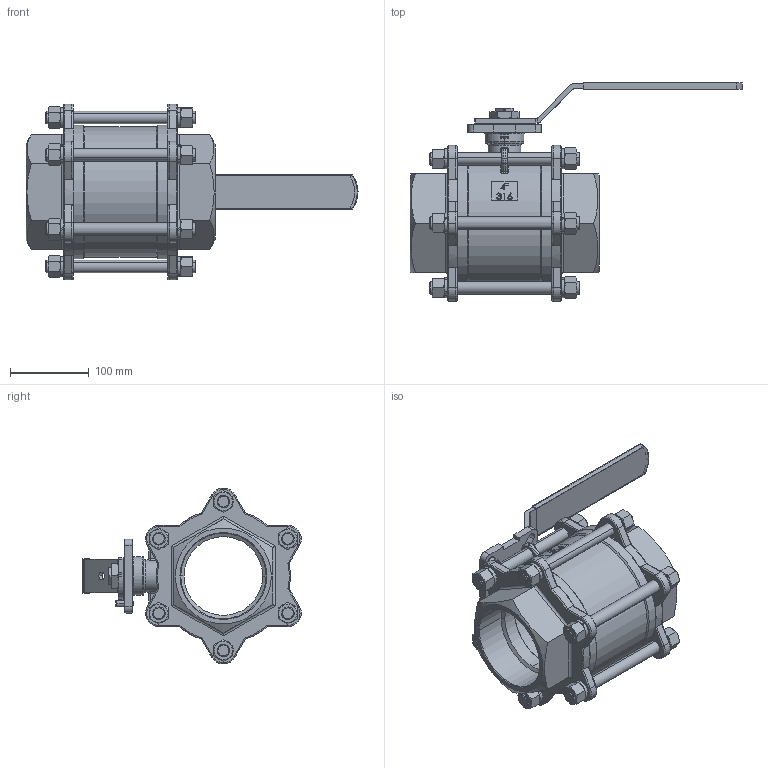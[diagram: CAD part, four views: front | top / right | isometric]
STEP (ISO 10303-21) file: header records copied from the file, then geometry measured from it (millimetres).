
FILE_DESCRIPTION(/* description */ ('Unknown','CAx-IF Rec.Pracs.---Representation and Presentation of Product Manufacturing Information (PMI)---4.0---2014-10-13','CAx-IF Rec.Pracs.---3D Tessellated Geometry---0.4---2014-09-14','2;1'),/* implementation_level */ '2;1');
FILE_NAME(/* name */ '9336-12',/* time_stamp */ '2024-01-24T13:05:08+01:00',/* author */ ('Unknown'),/* organization */ ('Unknown'),/* preprocessor_version */ 'ST-DEVELOPER v18.102',/* originating_system */ 'Solid Edge',/* authorisation */ 'Unknown');
FILE_SCHEMA (('AP242_MANAGED_MODEL_BASED_3D_ENGINEERING_MIM_LF { 1 0 10303 442 1 1 4 }'));
Length unit declared in the file: millimetre
Products named in the file (14): 9336-12; Spring lock washers--Normal type GB_GB_FASTENER_WASHER_SW 16; Hexagon nuts grade C GB_GB_FASTENER_NUT_SNC1 M16-N; MV-83-T(J)-DN100; MV-33-G(J)-DN100; MV-83-Z-DN100; MV-83-DD-DN100; MV-83-LM-DN100; MV-83-FS-DN100; MV-83-PD-DN100; MV-83-LZ-DN100; MV-83-ST-DN100; MV-83-S-DN100; MV-83-DW-DN100
Assembly tree (43 placements, depth 2):
  9336-12
    Spring lock washers--Normal type GB_GB_FASTENER_WASHER_SW 16  x12
    Hexagon nuts grade C GB_GB_FASTENER_NUT_SNC1 M16-N  x12
    MV-83-T(J)-DN100
    MV-33-G(J)-DN100  x2
    MV-83-Z-DN100
    MV-83-DD-DN100  x2
    MV-83-LM-DN100  x2
    MV-83-FS-DN100
    MV-83-PD-DN100
    MV-83-LZ-DN100  x6
    MV-83-ST-DN100
    MV-83-S-DN100
    MV-83-DW-DN100
Bounding box: 422.27 x 277.94 x 223.5 mm (x, y, z)
Volume: 1859690.8 mm3; surface area: 537940.5 mm2
Topology: 43 solids, 43 shells, 1209 faces, 2956 edges, 1876 vertices
Faces by surface type: plane 505, cylinder 407, cone 149, bspline 79, torus 65, sphere 4
Entity records: 40556 total; most frequent: CARTESIAN_POINT 22419, ORIENTED_EDGE 3842, DIRECTION 3388, EDGE_CURVE 1921, AXIS2_PLACEMENT_3D 1254, VERTEX_POINT 1232, LINE 880, VECTOR 880
